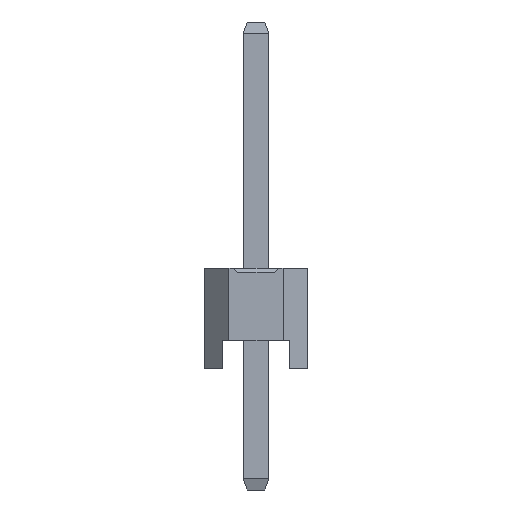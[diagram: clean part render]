
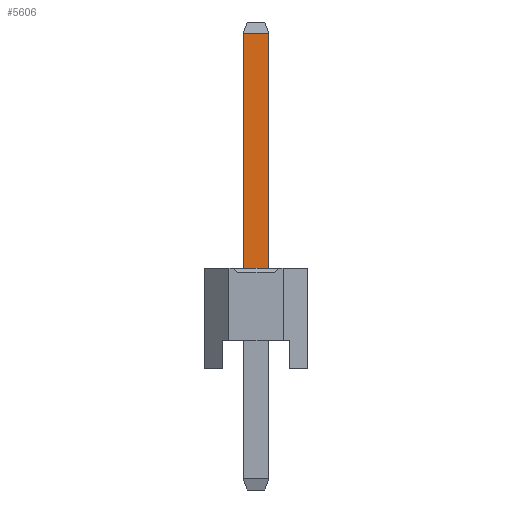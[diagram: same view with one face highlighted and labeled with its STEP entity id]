
A CAD part, left-side view. The second image highlights one B-rep face of the part: STEP entity #5606.
In plain terms, the highlighted planar face has unit normal (-1, 0, 0).
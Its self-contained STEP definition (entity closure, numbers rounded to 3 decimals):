
#5606=ADVANCED_FACE('',(#14735),#14737,.T.);
#14735=FACE_BOUND('',#14736,.T.);
#14736=EDGE_LOOP('',(#21883,#21884,#21885,#21886));
#14737=PLANE('',#14738);
#14738=AXIS2_PLACEMENT_3D('',#14739,#14740,#14741);
#14739=CARTESIAN_POINT('',(-0.32,0.32,-3.));
#14740=DIRECTION('',(-1.,0.,0.));
#14741=DIRECTION('',(0.,-1.,0.));
#21883=ORIENTED_EDGE('',*,*,#26056,.F.);
#21884=ORIENTED_EDGE('',*,*,#26051,.F.);
#21885=ORIENTED_EDGE('',*,*,#24686,.T.);
#21886=ORIENTED_EDGE('',*,*,#26055,.T.);
#24686=EDGE_CURVE('',#28242,#28246,#28248,.T.);
#26051=EDGE_CURVE('',#28242,#30292,#30295,.T.);
#26055=EDGE_CURVE('',#28246,#30299,#30301,.T.);
#26056=EDGE_CURVE('',#30292,#30299,#30302,.T.);
#28242=VERTEX_POINT('',#34332);
#28246=VERTEX_POINT('',#34340);
#28248=LINE('',#34344,#34345);
#30292=VERTEX_POINT('',#39114);
#30295=LINE('',#39121,#39122);
#30299=VERTEX_POINT('',#39131);
#30301=LINE('',#39135,#39136);
#30302=LINE('',#39138,#39139);
#34332=CARTESIAN_POINT('',(-0.32,0.32,2.5));
#34340=CARTESIAN_POINT('',(-0.32,-0.32,2.5));
#34344=CARTESIAN_POINT('',(-0.32,0.32,2.5));
#34345=VECTOR('',#34346,1.);
#34346=DIRECTION('',(0.,-1.,0.));
#39114=CARTESIAN_POINT('',(-0.32,0.32,8.325));
#39121=CARTESIAN_POINT('',(-0.32,0.32,2.5));
#39122=VECTOR('',#39123,1.);
#39123=DIRECTION('',(0.,0.,1.));
#39131=CARTESIAN_POINT('',(-0.32,-0.32,8.325));
#39135=CARTESIAN_POINT('',(-0.32,-0.32,2.5));
#39136=VECTOR('',#39137,1.);
#39137=DIRECTION('',(0.,0.,1.));
#39138=CARTESIAN_POINT('',(-0.32,0.32,8.325));
#39139=VECTOR('',#39140,1.);
#39140=DIRECTION('',(0.,-1.,0.));
